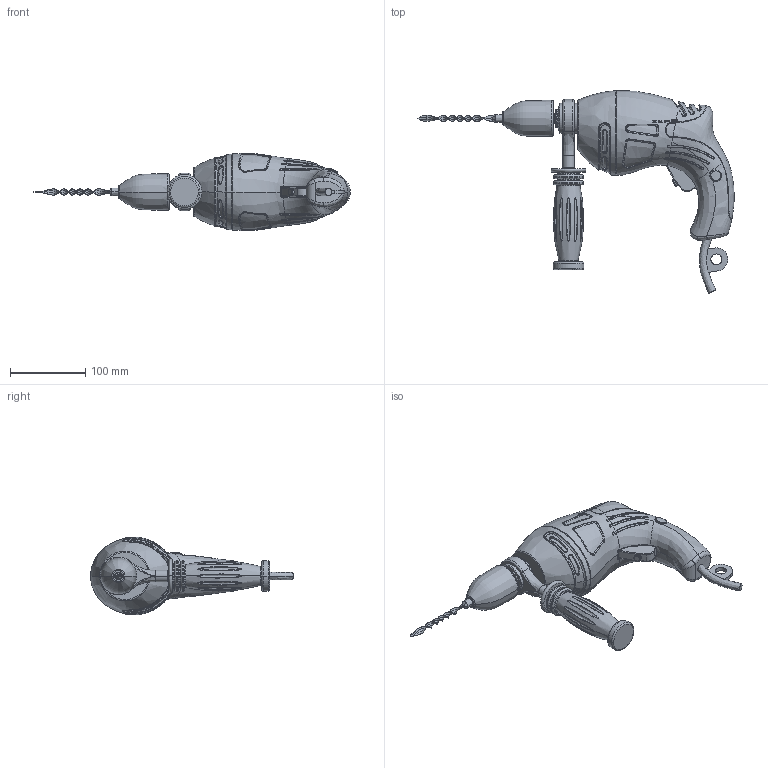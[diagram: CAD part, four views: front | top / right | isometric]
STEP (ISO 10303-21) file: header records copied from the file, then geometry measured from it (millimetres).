
FILE_DESCRIPTION(('FreeCAD Model'),'2;1');
FILE_NAME('Open CASCADE Shape Model','2025-05-03T22:29:42',('FreeCAD'),( 'FreeCAD'),'Open CASCADE STEP processor 7.6','FreeCAD','Unknown');
FILE_SCHEMA(('AUTOMOTIVE_DESIGN { 1 0 10303 214 1 1 1 1 }'));
Products named in the file (1): Open CASCADE STEP translator 7.6 1
Bounding box: 421.47 x 270.02 x 103.29 mm (x, y, z)
Volume: 1737085.8 mm3; surface area: 135294.6 mm2
Topology: 3 solids, 3 shells, 565 faces, 1628 edges, 1122 vertices
Faces by surface type: bspline 565
Entity records: 96711 total; most frequent: CARTESIAN_POINT 87403, ORIENTED_EDGE 3256, EDGE_CURVE 1628, B_SPLINE_CURVE_WITH_KNOTS 1276, VERTEX_POINT 1122, FACE_BOUND 622, EDGE_LOOP 622, ADVANCED_FACE 565
